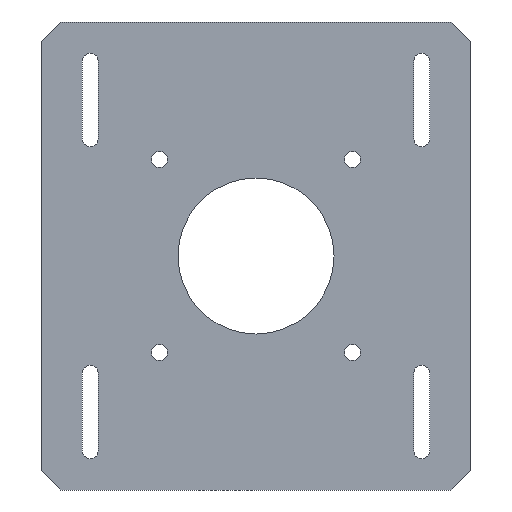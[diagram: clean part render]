
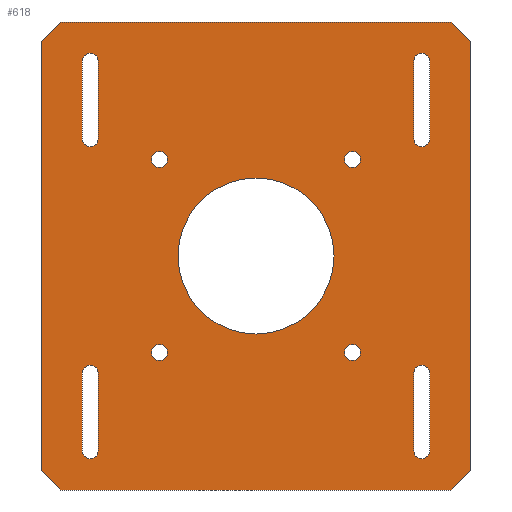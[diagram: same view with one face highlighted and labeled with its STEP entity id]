
A CAD part, left-side view. The second image highlights one B-rep face of the part: STEP entity #618.
In plain terms, the highlighted planar face has unit normal (-1, 0, 0).
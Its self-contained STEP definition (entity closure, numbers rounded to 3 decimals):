
#15=FACE_BOUND('',#90,.T.);
#16=FACE_BOUND('',#91,.T.);
#17=FACE_BOUND('',#92,.T.);
#18=FACE_BOUND('',#93,.T.);
#19=FACE_BOUND('',#94,.T.);
#20=FACE_BOUND('',#95,.T.);
#21=FACE_BOUND('',#96,.T.);
#22=FACE_BOUND('',#97,.T.);
#23=FACE_BOUND('',#98,.T.);
#35=PLANE('',#682);
#58=FACE_OUTER_BOUND('',#89,.T.);
#89=EDGE_LOOP('',(#452,#453,#454,#455,#456,#457,#458,#459));
#90=EDGE_LOOP('',(#460));
#91=EDGE_LOOP('',(#461));
#92=EDGE_LOOP('',(#462));
#93=EDGE_LOOP('',(#463));
#94=EDGE_LOOP('',(#464));
#95=EDGE_LOOP('',(#465,#466,#467,#468));
#96=EDGE_LOOP('',(#469,#470,#471,#472));
#97=EDGE_LOOP('',(#473,#474,#475,#476));
#98=EDGE_LOOP('',(#477,#478,#479,#480));
#138=LINE('',#937,#199);
#140=LINE('',#941,#201);
#143=LINE('',#947,#204);
#144=LINE('',#949,#205);
#145=LINE('',#951,#206);
#146=LINE('',#953,#207);
#147=LINE('',#955,#208);
#148=LINE('',#956,#209);
#149=LINE('',#959,#210);
#150=LINE('',#963,#211);
#151=LINE('',#967,#212);
#152=LINE('',#971,#213);
#153=LINE('',#975,#214);
#154=LINE('',#979,#215);
#155=LINE('',#983,#216);
#156=LINE('',#987,#217);
#199=VECTOR('',#763,10.);
#201=VECTOR('',#767,10.);
#204=VECTOR('',#772,10.);
#205=VECTOR('',#773,10.);
#206=VECTOR('',#774,10.);
#207=VECTOR('',#775,10.);
#208=VECTOR('',#776,10.);
#209=VECTOR('',#777,10.);
#210=VECTOR('',#778,10.);
#211=VECTOR('',#781,10.);
#212=VECTOR('',#784,10.);
#213=VECTOR('',#787,10.);
#214=VECTOR('',#790,10.);
#215=VECTOR('',#793,10.);
#216=VECTOR('',#796,10.);
#217=VECTOR('',#799,10.);
#254=CIRCLE('',#667,2.067);
#256=CIRCLE('',#670,2.067);
#258=CIRCLE('',#673,2.067);
#260=CIRCLE('',#676,2.067);
#262=CIRCLE('',#679,20.);
#263=CIRCLE('',#683,2.);
#264=CIRCLE('',#684,2.);
#265=CIRCLE('',#685,2.);
#266=CIRCLE('',#686,2.);
#267=CIRCLE('',#687,2.);
#268=CIRCLE('',#688,2.);
#269=CIRCLE('',#689,2.);
#270=CIRCLE('',#690,2.);
#280=VERTEX_POINT('',#903);
#282=VERTEX_POINT('',#909);
#284=VERTEX_POINT('',#915);
#286=VERTEX_POINT('',#921);
#288=VERTEX_POINT('',#927);
#291=VERTEX_POINT('',#934);
#292=VERTEX_POINT('',#936);
#293=VERTEX_POINT('',#940);
#295=VERTEX_POINT('',#946);
#296=VERTEX_POINT('',#948);
#297=VERTEX_POINT('',#950);
#298=VERTEX_POINT('',#952);
#299=VERTEX_POINT('',#954);
#300=VERTEX_POINT('',#957);
#301=VERTEX_POINT('',#958);
#302=VERTEX_POINT('',#960);
#303=VERTEX_POINT('',#962);
#304=VERTEX_POINT('',#965);
#305=VERTEX_POINT('',#966);
#306=VERTEX_POINT('',#968);
#307=VERTEX_POINT('',#970);
#308=VERTEX_POINT('',#973);
#309=VERTEX_POINT('',#974);
#310=VERTEX_POINT('',#976);
#311=VERTEX_POINT('',#978);
#312=VERTEX_POINT('',#981);
#313=VERTEX_POINT('',#982);
#314=VERTEX_POINT('',#984);
#315=VERTEX_POINT('',#986);
#339=EDGE_CURVE('',#280,#280,#254,.T.);
#342=EDGE_CURVE('',#282,#282,#256,.T.);
#345=EDGE_CURVE('',#284,#284,#258,.T.);
#348=EDGE_CURVE('',#286,#286,#260,.T.);
#351=EDGE_CURVE('',#288,#288,#262,.T.);
#354=EDGE_CURVE('',#291,#292,#138,.T.);
#356=EDGE_CURVE('',#292,#293,#140,.T.);
#359=EDGE_CURVE('',#295,#291,#143,.T.);
#360=EDGE_CURVE('',#296,#295,#144,.T.);
#361=EDGE_CURVE('',#297,#296,#145,.T.);
#362=EDGE_CURVE('',#298,#297,#146,.T.);
#363=EDGE_CURVE('',#299,#298,#147,.T.);
#364=EDGE_CURVE('',#293,#299,#148,.T.);
#365=EDGE_CURVE('',#300,#301,#149,.T.);
#366=EDGE_CURVE('',#301,#302,#263,.T.);
#367=EDGE_CURVE('',#302,#303,#150,.T.);
#368=EDGE_CURVE('',#303,#300,#264,.T.);
#369=EDGE_CURVE('',#304,#305,#151,.T.);
#370=EDGE_CURVE('',#305,#306,#265,.T.);
#371=EDGE_CURVE('',#306,#307,#152,.T.);
#372=EDGE_CURVE('',#307,#304,#266,.T.);
#373=EDGE_CURVE('',#308,#309,#153,.T.);
#374=EDGE_CURVE('',#309,#310,#267,.T.);
#375=EDGE_CURVE('',#310,#311,#154,.T.);
#376=EDGE_CURVE('',#311,#308,#268,.T.);
#377=EDGE_CURVE('',#312,#313,#155,.T.);
#378=EDGE_CURVE('',#313,#314,#269,.T.);
#379=EDGE_CURVE('',#314,#315,#156,.T.);
#380=EDGE_CURVE('',#315,#312,#270,.T.);
#452=ORIENTED_EDGE('',*,*,#354,.F.);
#453=ORIENTED_EDGE('',*,*,#359,.F.);
#454=ORIENTED_EDGE('',*,*,#360,.F.);
#455=ORIENTED_EDGE('',*,*,#361,.F.);
#456=ORIENTED_EDGE('',*,*,#362,.F.);
#457=ORIENTED_EDGE('',*,*,#363,.F.);
#458=ORIENTED_EDGE('',*,*,#364,.F.);
#459=ORIENTED_EDGE('',*,*,#356,.F.);
#460=ORIENTED_EDGE('',*,*,#339,.T.);
#461=ORIENTED_EDGE('',*,*,#342,.T.);
#462=ORIENTED_EDGE('',*,*,#345,.T.);
#463=ORIENTED_EDGE('',*,*,#348,.T.);
#464=ORIENTED_EDGE('',*,*,#351,.T.);
#465=ORIENTED_EDGE('',*,*,#365,.T.);
#466=ORIENTED_EDGE('',*,*,#366,.T.);
#467=ORIENTED_EDGE('',*,*,#367,.T.);
#468=ORIENTED_EDGE('',*,*,#368,.T.);
#469=ORIENTED_EDGE('',*,*,#369,.T.);
#470=ORIENTED_EDGE('',*,*,#370,.T.);
#471=ORIENTED_EDGE('',*,*,#371,.T.);
#472=ORIENTED_EDGE('',*,*,#372,.T.);
#473=ORIENTED_EDGE('',*,*,#373,.T.);
#474=ORIENTED_EDGE('',*,*,#374,.T.);
#475=ORIENTED_EDGE('',*,*,#375,.T.);
#476=ORIENTED_EDGE('',*,*,#376,.T.);
#477=ORIENTED_EDGE('',*,*,#377,.T.);
#478=ORIENTED_EDGE('',*,*,#378,.T.);
#479=ORIENTED_EDGE('',*,*,#379,.T.);
#480=ORIENTED_EDGE('',*,*,#380,.T.);
#618=ADVANCED_FACE('',(#58,#15,#16,#17,#18,#19,#20,#21,#22,#23),#35,.F.);
#667=AXIS2_PLACEMENT_3D('',#905,#729,#730);
#670=AXIS2_PLACEMENT_3D('',#911,#736,#737);
#673=AXIS2_PLACEMENT_3D('',#917,#743,#744);
#676=AXIS2_PLACEMENT_3D('',#923,#750,#751);
#679=AXIS2_PLACEMENT_3D('',#929,#757,#758);
#682=AXIS2_PLACEMENT_3D('',#945,#770,#771);
#683=AXIS2_PLACEMENT_3D('',#961,#779,#780);
#684=AXIS2_PLACEMENT_3D('',#964,#782,#783);
#685=AXIS2_PLACEMENT_3D('',#969,#785,#786);
#686=AXIS2_PLACEMENT_3D('',#972,#788,#789);
#687=AXIS2_PLACEMENT_3D('',#977,#791,#792);
#688=AXIS2_PLACEMENT_3D('',#980,#794,#795);
#689=AXIS2_PLACEMENT_3D('',#985,#797,#798);
#690=AXIS2_PLACEMENT_3D('',#988,#800,#801);
#729=DIRECTION('center_axis',(1.,0.,0.));
#730=DIRECTION('ref_axis',(0.,0.,-1.));
#736=DIRECTION('center_axis',(1.,0.,0.));
#737=DIRECTION('ref_axis',(0.,0.,-1.));
#743=DIRECTION('center_axis',(1.,0.,0.));
#744=DIRECTION('ref_axis',(0.,0.,-1.));
#750=DIRECTION('center_axis',(1.,0.,0.));
#751=DIRECTION('ref_axis',(0.,0.,-1.));
#757=DIRECTION('center_axis',(1.,0.,0.));
#758=DIRECTION('ref_axis',(0.,0.,-1.));
#763=DIRECTION('',(0.,0.707,-0.707));
#767=DIRECTION('',(0.,1.,0.));
#770=DIRECTION('center_axis',(1.,0.,0.));
#771=DIRECTION('ref_axis',(0.,0.,-1.));
#772=DIRECTION('',(0.,0.,-1.));
#773=DIRECTION('',(0.,-0.707,-0.707));
#774=DIRECTION('',(0.,-1.,0.));
#775=DIRECTION('',(0.,-0.707,0.707));
#776=DIRECTION('',(0.,0.,1.));
#777=DIRECTION('',(0.,0.707,0.707));
#778=DIRECTION('',(0.,0.,-1.));
#779=DIRECTION('center_axis',(1.,0.,0.));
#780=DIRECTION('ref_axis',(0.,-1.,0.));
#781=DIRECTION('',(0.,0.,1.));
#782=DIRECTION('center_axis',(1.,0.,0.));
#783=DIRECTION('ref_axis',(0.,1.,0.));
#784=DIRECTION('',(0.,0.,-1.));
#785=DIRECTION('center_axis',(1.,0.,0.));
#786=DIRECTION('ref_axis',(0.,-1.,0.));
#787=DIRECTION('',(0.,0.,1.));
#788=DIRECTION('center_axis',(1.,0.,0.));
#789=DIRECTION('ref_axis',(0.,1.,0.));
#790=DIRECTION('',(0.,0.,-1.));
#791=DIRECTION('center_axis',(1.,0.,0.));
#792=DIRECTION('ref_axis',(0.,-1.,0.));
#793=DIRECTION('',(0.,0.,1.));
#794=DIRECTION('center_axis',(1.,0.,0.));
#795=DIRECTION('ref_axis',(0.,1.,0.));
#796=DIRECTION('',(0.,0.,-1.));
#797=DIRECTION('center_axis',(1.,0.,0.));
#798=DIRECTION('ref_axis',(0.,-1.,0.));
#799=DIRECTION('',(0.,0.,1.));
#800=DIRECTION('center_axis',(1.,0.,0.));
#801=DIRECTION('ref_axis',(0.,1.,0.));
#903=CARTESIAN_POINT('',(0.,-24.749,-22.682));
#905=CARTESIAN_POINT('Origin',(0.,-24.749,-24.749));
#909=CARTESIAN_POINT('',(0.,24.749,26.816));
#911=CARTESIAN_POINT('Origin',(0.,24.749,24.749));
#915=CARTESIAN_POINT('',(0.,-24.749,26.816));
#917=CARTESIAN_POINT('Origin',(0.,-24.749,24.749));
#921=CARTESIAN_POINT('',(0.,24.749,-22.682));
#923=CARTESIAN_POINT('Origin',(0.,24.749,-24.749));
#927=CARTESIAN_POINT('',(0.,0.,20.));
#929=CARTESIAN_POINT('Origin',(0.,0.,0.));
#934=CARTESIAN_POINT('',(0.,-55.,-55.));
#936=CARTESIAN_POINT('',(0.,-50.,-60.));
#937=CARTESIAN_POINT('',(0.,-53.75,-56.25));
#940=CARTESIAN_POINT('',(0.,50.,-60.));
#941=CARTESIAN_POINT('',(0.,-55.,-60.));
#945=CARTESIAN_POINT('Origin',(0.,0.,0.));
#946=CARTESIAN_POINT('',(0.,-55.,55.));
#947=CARTESIAN_POINT('',(0.,-55.,60.));
#948=CARTESIAN_POINT('',(0.,-50.,60.));
#949=CARTESIAN_POINT('',(0.,-53.75,56.25));
#950=CARTESIAN_POINT('',(0.,50.,60.));
#951=CARTESIAN_POINT('',(0.,55.,60.));
#952=CARTESIAN_POINT('',(0.,55.,55.));
#953=CARTESIAN_POINT('',(0.,53.75,56.25));
#954=CARTESIAN_POINT('',(0.,55.,-55.));
#955=CARTESIAN_POINT('',(0.,55.,-60.));
#956=CARTESIAN_POINT('',(0.,53.75,-56.25));
#957=CARTESIAN_POINT('',(0.,-44.5,-30.));
#958=CARTESIAN_POINT('',(0.,-44.5,-50.));
#959=CARTESIAN_POINT('',(0.,-44.5,-25.));
#960=CARTESIAN_POINT('',(0.,-40.5,-50.));
#961=CARTESIAN_POINT('Origin',(0.,-42.5,-50.));
#962=CARTESIAN_POINT('',(0.,-40.5,-30.));
#963=CARTESIAN_POINT('',(0.,-40.5,-15.));
#964=CARTESIAN_POINT('Origin',(0.,-42.5,-30.));
#965=CARTESIAN_POINT('',(0.,40.5,-30.));
#966=CARTESIAN_POINT('',(0.,40.5,-50.));
#967=CARTESIAN_POINT('',(0.,40.5,-25.));
#968=CARTESIAN_POINT('',(0.,44.5,-50.));
#969=CARTESIAN_POINT('Origin',(0.,42.5,-50.));
#970=CARTESIAN_POINT('',(0.,44.5,-30.));
#971=CARTESIAN_POINT('',(0.,44.5,-15.));
#972=CARTESIAN_POINT('Origin',(0.,42.5,-30.));
#973=CARTESIAN_POINT('',(0.,-44.5,50.));
#974=CARTESIAN_POINT('',(0.,-44.5,30.));
#975=CARTESIAN_POINT('',(0.,-44.5,15.));
#976=CARTESIAN_POINT('',(0.,-40.5,30.));
#977=CARTESIAN_POINT('Origin',(0.,-42.5,30.));
#978=CARTESIAN_POINT('',(0.,-40.5,50.));
#979=CARTESIAN_POINT('',(0.,-40.5,25.));
#980=CARTESIAN_POINT('Origin',(0.,-42.5,50.));
#981=CARTESIAN_POINT('',(0.,40.5,50.));
#982=CARTESIAN_POINT('',(0.,40.5,30.));
#983=CARTESIAN_POINT('',(0.,40.5,15.));
#984=CARTESIAN_POINT('',(0.,44.5,30.));
#985=CARTESIAN_POINT('Origin',(0.,42.5,30.));
#986=CARTESIAN_POINT('',(0.,44.5,50.));
#987=CARTESIAN_POINT('',(0.,44.5,25.));
#988=CARTESIAN_POINT('Origin',(0.,42.5,50.));
